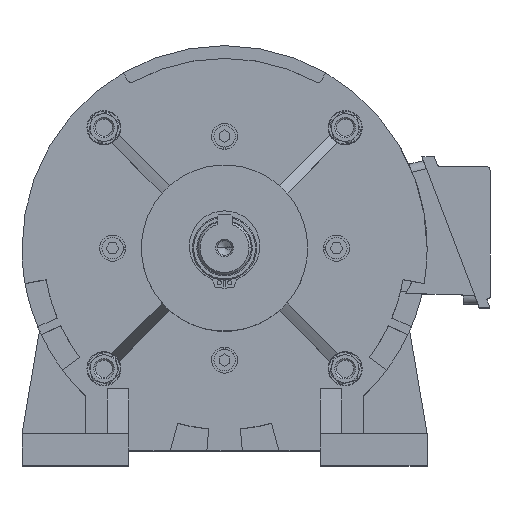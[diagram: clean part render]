
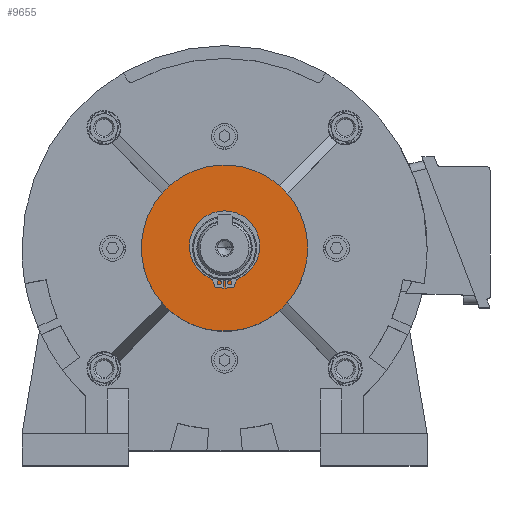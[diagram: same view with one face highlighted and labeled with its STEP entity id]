
A CAD part, top view. The second image highlights one B-rep face of the part: STEP entity #9655.
In plain terms, the highlighted planar face has unit normal (0, 0, 1).
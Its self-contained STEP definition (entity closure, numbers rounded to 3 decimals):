
#14 = CARTESIAN_POINT ( 'NONE',  ( 0., 0., 107.5 ) ) ;
#62 = CIRCLE ( 'NONE', #14285, 39. ) ;
#287 = DIRECTION ( 'NONE',  ( -1., 0., 0. ) ) ;
#596 = CARTESIAN_POINT ( 'NONE',  ( -29.288, -25.753, 107.5 ) ) ;
#603 = CARTESIAN_POINT ( 'NONE',  ( 0., 0., 107.5 ) ) ;
#684 = DIRECTION ( 'NONE',  ( 0., 0., 1. ) ) ;
#858 = ORIENTED_EDGE ( 'NONE', *, *, #16761, .F. ) ;
#1358 = FACE_BOUND ( 'NONE', #19881, .T. ) ;
#1570 = PLANE ( 'NONE',  #18472 ) ;
#1639 = CARTESIAN_POINT ( 'NONE',  ( 0., 0., 107.5 ) ) ;
#1688 = CARTESIAN_POINT ( 'NONE',  ( 25.753, 29.288, 107.5 ) ) ;
#1765 = EDGE_CURVE ( 'NONE', #12915, #12617, #2960, .T. ) ;
#1846 = CARTESIAN_POINT ( 'NONE',  ( 0., 0., 107.5 ) ) ;
#1972 = DIRECTION ( 'NONE',  ( 0., 0., 1. ) ) ;
#2052 = EDGE_CURVE ( 'NONE', #3928, #5240, #8909, .T. ) ;
#2128 = DIRECTION ( 'NONE',  ( -1., 0., 0. ) ) ;
#2244 = DIRECTION ( 'NONE',  ( 1., 0., 0. ) ) ;
#2681 = CIRCLE ( 'NONE', #19809, 39. ) ;
#2960 = CIRCLE ( 'NONE', #4331, 39. ) ;
#3137 = ORIENTED_EDGE ( 'NONE', *, *, #4586, .F. ) ;
#3175 = DIRECTION ( 'NONE',  ( 1., 0., 0. ) ) ;
#3373 = DIRECTION ( 'NONE',  ( -1., 0., 0. ) ) ;
#3775 = VERTEX_POINT ( 'NONE', #7689 ) ;
#3928 = VERTEX_POINT ( 'NONE', #9492 ) ;
#4272 = CARTESIAN_POINT ( 'NONE',  ( 0., 0., 107.5 ) ) ;
#4293 = CARTESIAN_POINT ( 'NONE',  ( 25.753, -29.288, 107.5 ) ) ;
#4331 = AXIS2_PLACEMENT_3D ( 'NONE', #18640, #7872, #2244 ) ;
#4586 = EDGE_CURVE ( 'NONE', #8764, #12617, #16398, .T. ) ;
#4675 = AXIS2_PLACEMENT_3D ( 'NONE', #5031, #15784, #6567 ) ;
#4706 = CARTESIAN_POINT ( 'NONE',  ( -25.753, -29.288, 107.5 ) ) ;
#4801 = DIRECTION ( 'NONE',  ( 0., 0., -1. ) ) ;
#5031 = CARTESIAN_POINT ( 'NONE',  ( 0., 0., 107.5 ) ) ;
#5131 = AXIS2_PLACEMENT_3D ( 'NONE', #11140, #1972, #12682 ) ;
#5228 = AXIS2_PLACEMENT_3D ( 'NONE', #19740, #4801, #287 ) ;
#5240 = VERTEX_POINT ( 'NONE', #4293 ) ;
#5598 = EDGE_CURVE ( 'NONE', #3928, #12915, #62, .T. ) ;
#5697 = DIRECTION ( 'NONE',  ( 0., 0., 1. ) ) ;
#5722 = ORIENTED_EDGE ( 'NONE', *, *, #14226, .F. ) ;
#5798 = DIRECTION ( 'NONE',  ( -1., 0., 0. ) ) ;
#6008 = VERTEX_POINT ( 'NONE', #4706 ) ;
#6037 = DIRECTION ( 'NONE',  ( 0., 0., 1. ) ) ;
#6567 = DIRECTION ( 'NONE',  ( -1., 0., 0. ) ) ;
#6773 = CARTESIAN_POINT ( 'NONE',  ( 39., 0., 107.5 ) ) ;
#6831 = VERTEX_POINT ( 'NONE', #7092 ) ;
#6881 = CIRCLE ( 'NONE', #4675, 39. ) ;
#6947 = CIRCLE ( 'NONE', #18379, 39. ) ;
#7092 = CARTESIAN_POINT ( 'NONE',  ( -25.753, 29.288, 107.5 ) ) ;
#7689 = CARTESIAN_POINT ( 'NONE',  ( -15., 0., 107.5 ) ) ;
#7709 = EDGE_CURVE ( 'NONE', #6008, #18276, #6881, .T. ) ;
#7778 = ORIENTED_EDGE ( 'NONE', *, *, #1765, .T. ) ;
#7872 = DIRECTION ( 'NONE',  ( 0., 0., 1. ) ) ;
#8460 = ORIENTED_EDGE ( 'NONE', *, *, #2052, .F. ) ;
#8608 = ORIENTED_EDGE ( 'NONE', *, *, #11804, .T. ) ;
#8764 = VERTEX_POINT ( 'NONE', #1688 ) ;
#8834 = VERTEX_POINT ( 'NONE', #15739 ) ;
#8909 = CIRCLE ( 'NONE', #5228, 39. ) ;
#9003 = FACE_OUTER_BOUND ( 'NONE', #15888, .T. ) ;
#9238 = DIRECTION ( 'NONE',  ( -1., 0., 0. ) ) ;
#9492 = CARTESIAN_POINT ( 'NONE',  ( 29.288, -25.753, 107.5 ) ) ;
#9556 = CIRCLE ( 'NONE', #15727, 15. ) ;
#9633 = CIRCLE ( 'NONE', #5131, 39. ) ;
#9655 = ADVANCED_FACE ( 'NONE', ( #1358, #9003 ), #1570, .F. ) ;
#9838 = CARTESIAN_POINT ( 'NONE',  ( 0., 0., 107.5 ) ) ;
#10078 = EDGE_CURVE ( 'NONE', #19654, #6831, #18604, .T. ) ;
#10496 = AXIS2_PLACEMENT_3D ( 'NONE', #4272, #14993, #5798 ) ;
#11140 = CARTESIAN_POINT ( 'NONE',  ( 0., 0., 107.5 ) ) ;
#11299 = DIRECTION ( 'NONE',  ( 0., 0., -1. ) ) ;
#11395 = DIRECTION ( 'NONE',  ( 1., 0., 0. ) ) ;
#11526 = CARTESIAN_POINT ( 'NONE',  ( -29.288, 25.753, 107.5 ) ) ;
#11804 = EDGE_CURVE ( 'NONE', #6008, #5240, #9633, .T. ) ;
#12355 = DIRECTION ( 'NONE',  ( 0., 0., 1. ) ) ;
#12551 = DIRECTION ( 'NONE',  ( 0., 0., 1. ) ) ;
#12617 = VERTEX_POINT ( 'NONE', #13717 ) ;
#12682 = DIRECTION ( 'NONE',  ( 1., 0., 0. ) ) ;
#12915 = VERTEX_POINT ( 'NONE', #6773 ) ;
#13642 = ORIENTED_EDGE ( 'NONE', *, *, #10078, .F. ) ;
#13717 = CARTESIAN_POINT ( 'NONE',  ( 29.288, 25.753, 107.5 ) ) ;
#14226 = EDGE_CURVE ( 'NONE', #3775, #8834, #9556, .T. ) ;
#14285 = AXIS2_PLACEMENT_3D ( 'NONE', #9838, #684, #11395 ) ;
#14891 = CARTESIAN_POINT ( 'NONE',  ( 0., 0., 107.5 ) ) ;
#14993 = DIRECTION ( 'NONE',  ( 0., 0., -1. ) ) ;
#15181 = CIRCLE ( 'NONE', #17440, 15. ) ;
#15249 = CARTESIAN_POINT ( 'NONE',  ( 0., 0., 107.5 ) ) ;
#15727 = AXIS2_PLACEMENT_3D ( 'NONE', #15249, #6037, #16801 ) ;
#15739 = CARTESIAN_POINT ( 'NONE',  ( 15., 0., 107.5 ) ) ;
#15784 = DIRECTION ( 'NONE',  ( 0., 0., -1. ) ) ;
#15888 = EDGE_LOOP ( 'NONE', ( #13642, #16405, #16914, #8608, #8460, #16621, #7778, #3137, #17542 ) ) ;
#16398 = CIRCLE ( 'NONE', #17247, 39. ) ;
#16405 = ORIENTED_EDGE ( 'NONE', *, *, #18523, .T. ) ;
#16444 = DIRECTION ( 'NONE',  ( 1., 0., 0. ) ) ;
#16621 = ORIENTED_EDGE ( 'NONE', *, *, #5598, .T. ) ;
#16761 = EDGE_CURVE ( 'NONE', #8834, #3775, #15181, .T. ) ;
#16801 = DIRECTION ( 'NONE',  ( -1., 0., 0. ) ) ;
#16914 = ORIENTED_EDGE ( 'NONE', *, *, #7709, .F. ) ;
#17247 = AXIS2_PLACEMENT_3D ( 'NONE', #603, #11299, #2128 ) ;
#17440 = AXIS2_PLACEMENT_3D ( 'NONE', #1846, #12551, #3373 ) ;
#17542 = ORIENTED_EDGE ( 'NONE', *, *, #18707, .T. ) ;
#18276 = VERTEX_POINT ( 'NONE', #596 ) ;
#18379 = AXIS2_PLACEMENT_3D ( 'NONE', #1639, #12355, #3175 ) ;
#18440 = DIRECTION ( 'NONE',  ( 0., 0., -1. ) ) ;
#18472 = AXIS2_PLACEMENT_3D ( 'NONE', #14, #18440, #9238 ) ;
#18523 = EDGE_CURVE ( 'NONE', #19654, #18276, #2681, .T. ) ;
#18604 = CIRCLE ( 'NONE', #10496, 39. ) ;
#18640 = CARTESIAN_POINT ( 'NONE',  ( 0., 0., 107.5 ) ) ;
#18707 = EDGE_CURVE ( 'NONE', #8764, #6831, #6947, .T. ) ;
#19654 = VERTEX_POINT ( 'NONE', #11526 ) ;
#19740 = CARTESIAN_POINT ( 'NONE',  ( 0., 0., 107.5 ) ) ;
#19809 = AXIS2_PLACEMENT_3D ( 'NONE', #14891, #5697, #16444 ) ;
#19881 = EDGE_LOOP ( 'NONE', ( #858, #5722 ) ) ;
